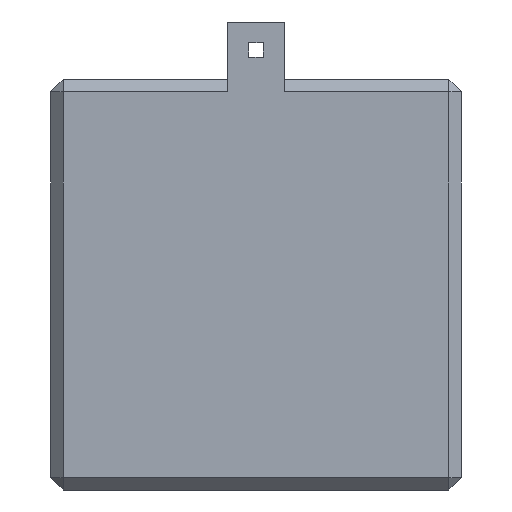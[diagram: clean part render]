
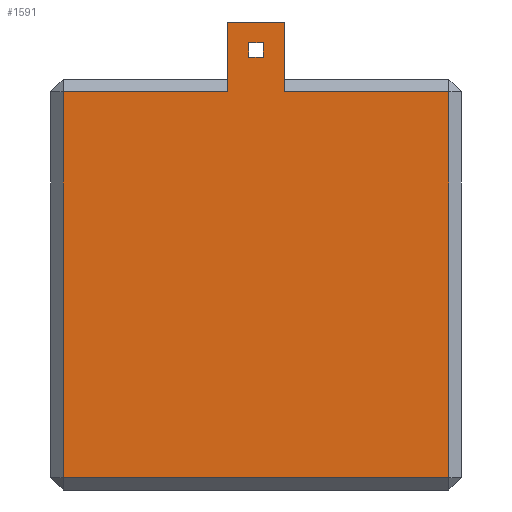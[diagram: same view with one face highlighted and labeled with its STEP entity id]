
A CAD part, left-side view. The second image highlights one B-rep face of the part: STEP entity #1591.
In plain terms, the highlighted planar face has unit normal (-1, 0, 0).
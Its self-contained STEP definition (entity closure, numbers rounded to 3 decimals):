
#52 = VERTEX_POINT ( 'NONE', #869 ) ;
#58 = LINE ( 'NONE', #1399, #1335 ) ;
#59 = EDGE_CURVE ( 'NONE', #1889, #714, #169, .T. ) ;
#73 = VECTOR ( 'NONE', #128, 1000. ) ;
#91 = DIRECTION ( 'NONE',  ( 0., 0., -1. ) ) ;
#98 = DIRECTION ( 'NONE',  ( 1., 0., 0. ) ) ;
#128 = DIRECTION ( 'NONE',  ( 0., -1., 0. ) ) ;
#156 = VERTEX_POINT ( 'NONE', #2063 ) ;
#168 = CARTESIAN_POINT ( 'NONE',  ( 0., 28.5, 48.5 ) ) ;
#169 = LINE ( 'NONE', #186, #1916 ) ;
#172 = EDGE_CURVE ( 'NONE', #714, #579, #1051, .T. ) ;
#186 = CARTESIAN_POINT ( 'NONE',  ( 0., 28.5, 40. ) ) ;
#188 = ORIENTED_EDGE ( 'NONE', *, *, #1249, .T. ) ;
#196 = LINE ( 'NONE', #374, #1234 ) ;
#203 = CARTESIAN_POINT ( 'NONE',  ( 0., 0., 48.5 ) ) ;
#235 = EDGE_CURVE ( 'NONE', #1912, #156, #257, .T. ) ;
#243 = DIRECTION ( 'NONE',  ( 0., 1., 0. ) ) ;
#247 = FACE_OUTER_BOUND ( 'NONE', #1684, .T. ) ;
#257 = LINE ( 'NONE', #1558, #676 ) ;
#339 = CARTESIAN_POINT ( 'NONE',  ( 0., 1.5, 1.5 ) ) ;
#360 = ORIENTED_EDGE ( 'NONE', *, *, #1417, .T. ) ;
#365 = DIRECTION ( 'NONE',  ( 0., -1., 0. ) ) ;
#374 = CARTESIAN_POINT ( 'NONE',  ( 0., 0., 54.5 ) ) ;
#386 = DIRECTION ( 'NONE',  ( 0., 0., -1. ) ) ;
#436 = VERTEX_POINT ( 'NONE', #1666 ) ;
#438 = DIRECTION ( 'NONE',  ( 0., 0., 1. ) ) ;
#454 = VECTOR ( 'NONE', #1723, 1000. ) ;
#466 = VERTEX_POINT ( 'NONE', #1160 ) ;
#559 = EDGE_CURVE ( 'NONE', #156, #466, #570, .T. ) ;
#570 = LINE ( 'NONE', #876, #1507 ) ;
#579 = VERTEX_POINT ( 'NONE', #1867 ) ;
#618 = VECTOR ( 'NONE', #1776, 1000. ) ;
#626 = CARTESIAN_POINT ( 'NONE',  ( 0., 21.5, 40. ) ) ;
#633 = LINE ( 'NONE', #1446, #2057 ) ;
#653 = EDGE_CURVE ( 'NONE', #1809, #52, #1763, .T. ) ;
#676 = VECTOR ( 'NONE', #438, 1000. ) ;
#678 = VECTOR ( 'NONE', #1627, 1000. ) ;
#694 = CARTESIAN_POINT ( 'NONE',  ( 0., 0., 50. ) ) ;
#699 = CARTESIAN_POINT ( 'NONE',  ( 0., 28.5, 57. ) ) ;
#714 = VERTEX_POINT ( 'NONE', #699 ) ;
#754 = ORIENTED_EDGE ( 'NONE', *, *, #653, .T. ) ;
#794 = CARTESIAN_POINT ( 'NONE',  ( 0., 24.1, 52.7 ) ) ;
#803 = CARTESIAN_POINT ( 'NONE',  ( 0., 25.9, 54.5 ) ) ;
#869 = CARTESIAN_POINT ( 'NONE',  ( 0., 25.9, 52.7 ) ) ;
#876 = CARTESIAN_POINT ( 'NONE',  ( 0., 0., 48.5 ) ) ;
#910 = CARTESIAN_POINT ( 'NONE',  ( 0., 25.9, 50. ) ) ;
#937 = ORIENTED_EDGE ( 'NONE', *, *, #1055, .T. ) ;
#948 = DIRECTION ( 'NONE',  ( 0., -1., 0. ) ) ;
#975 = ORIENTED_EDGE ( 'NONE', *, *, #235, .T. ) ;
#979 = CARTESIAN_POINT ( 'NONE',  ( 0., 24.1, 54.5 ) ) ;
#1051 = LINE ( 'NONE', #1086, #73 ) ;
#1055 = EDGE_CURVE ( 'NONE', #1483, #1437, #196, .T. ) ;
#1086 = CARTESIAN_POINT ( 'NONE',  ( 0., 28.5, 57. ) ) ;
#1160 = CARTESIAN_POINT ( 'NONE',  ( 0., 21.5, 48.5 ) ) ;
#1224 = ORIENTED_EDGE ( 'NONE', *, *, #59, .F. ) ;
#1234 = VECTOR ( 'NONE', #365, 1000. ) ;
#1249 = EDGE_CURVE ( 'NONE', #436, #1254, #58, .T. ) ;
#1254 = VERTEX_POINT ( 'NONE', #1541 ) ;
#1314 = LINE ( 'NONE', #203, #2093 ) ;
#1335 = VECTOR ( 'NONE', #386, 1000. ) ;
#1338 = VECTOR ( 'NONE', #91, 1000. ) ;
#1362 = LINE ( 'NONE', #2018, #1338 ) ;
#1399 = CARTESIAN_POINT ( 'NONE',  ( 0., 48.5, 50. ) ) ;
#1417 = EDGE_CURVE ( 'NONE', #1254, #1912, #633, .T. ) ;
#1427 = ORIENTED_EDGE ( 'NONE', *, *, #1817, .T. ) ;
#1437 = VERTEX_POINT ( 'NONE', #979 ) ;
#1444 = EDGE_CURVE ( 'NONE', #1889, #436, #1314, .T. ) ;
#1446 = CARTESIAN_POINT ( 'NONE',  ( 0., 0., 1.5 ) ) ;
#1448 = ORIENTED_EDGE ( 'NONE', *, *, #559, .T. ) ;
#1483 = VERTEX_POINT ( 'NONE', #803 ) ;
#1507 = VECTOR ( 'NONE', #243, 1000. ) ;
#1525 = DIRECTION ( 'NONE',  ( 0., 0., 1. ) ) ;
#1533 = ORIENTED_EDGE ( 'NONE', *, *, #172, .F. ) ;
#1537 = DIRECTION ( 'NONE',  ( 0., 0., -1. ) ) ;
#1541 = CARTESIAN_POINT ( 'NONE',  ( 0., 48.5, 1.5 ) ) ;
#1554 = ORIENTED_EDGE ( 'NONE', *, *, #1719, .T. ) ;
#1558 = CARTESIAN_POINT ( 'NONE',  ( 0., 1.5, 50. ) ) ;
#1591 = ADVANCED_FACE ( 'NONE', ( #1689, #247 ), #1699, .F. ) ;
#1606 = CARTESIAN_POINT ( 'NONE',  ( 0., 0., 52.7 ) ) ;
#1627 = DIRECTION ( 'NONE',  ( 0., 1., 0. ) ) ;
#1663 = EDGE_LOOP ( 'NONE', ( #2046, #937, #1554, #754 ) ) ;
#1666 = CARTESIAN_POINT ( 'NONE',  ( 0., 48.5, 48.5 ) ) ;
#1684 = EDGE_LOOP ( 'NONE', ( #1224, #1853, #188, #360, #975, #1448, #1427, #1533 ) ) ;
#1689 = FACE_BOUND ( 'NONE', #1663, .T. ) ;
#1699 = PLANE ( 'NONE',  #1714 ) ;
#1714 = AXIS2_PLACEMENT_3D ( 'NONE', #694, #98, #1537 ) ;
#1719 = EDGE_CURVE ( 'NONE', #1437, #1809, #1362, .T. ) ;
#1723 = DIRECTION ( 'NONE',  ( 0., 0., 1. ) ) ;
#1763 = LINE ( 'NONE', #1606, #678 ) ;
#1776 = DIRECTION ( 'NONE',  ( 0., 0., 1. ) ) ;
#1809 = VERTEX_POINT ( 'NONE', #794 ) ;
#1817 = EDGE_CURVE ( 'NONE', #466, #579, #1966, .T. ) ;
#1853 = ORIENTED_EDGE ( 'NONE', *, *, #1444, .T. ) ;
#1867 = CARTESIAN_POINT ( 'NONE',  ( 0., 21.5, 57. ) ) ;
#1889 = VERTEX_POINT ( 'NONE', #168 ) ;
#1897 = LINE ( 'NONE', #910, #454 ) ;
#1912 = VERTEX_POINT ( 'NONE', #339 ) ;
#1916 = VECTOR ( 'NONE', #1525, 1000. ) ;
#1966 = LINE ( 'NONE', #626, #618 ) ;
#1975 = DIRECTION ( 'NONE',  ( 0., 1., 0. ) ) ;
#2018 = CARTESIAN_POINT ( 'NONE',  ( 0., 24.1, 50. ) ) ;
#2046 = ORIENTED_EDGE ( 'NONE', *, *, #2111, .T. ) ;
#2057 = VECTOR ( 'NONE', #948, 1000. ) ;
#2063 = CARTESIAN_POINT ( 'NONE',  ( 0., 1.5, 48.5 ) ) ;
#2093 = VECTOR ( 'NONE', #1975, 1000. ) ;
#2111 = EDGE_CURVE ( 'NONE', #52, #1483, #1897, .T. ) ;
